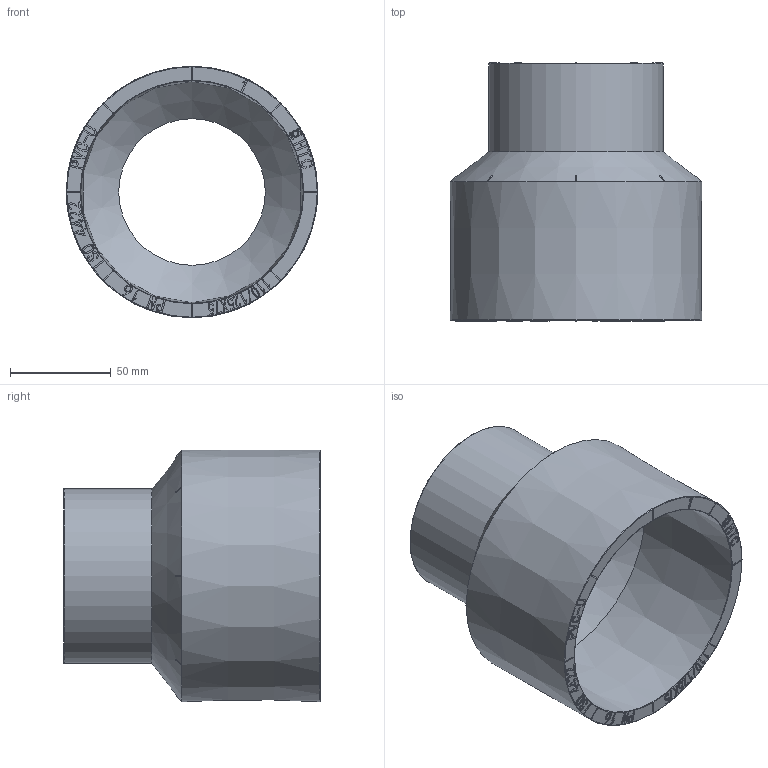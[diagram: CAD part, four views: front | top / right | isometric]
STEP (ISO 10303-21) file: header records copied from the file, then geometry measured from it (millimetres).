
FILE_DESCRIPTION(/* description */ (''),/* implementation_level */ '2;1');
FILE_NAME(/* name */ 'Z1Q110075.stp',/* time_stamp */ '2024-11-09T15:39:37+08:00',/* author */ (''),/* organization */ (''),/* preprocessor_version */ 'ST-DEVELOPER v16',/* originating_system */ 'SIEMENS PLM Software NX 10.0',/* authorisation */ '');
FILE_SCHEMA (('AUTOMOTIVE_DESIGN { 1 0 10303 214 3 1 1 1 }'));
Length unit declared in the file: millimetre
Products named in the file (1): gelv0FF88864nr37
Bounding box: 125.15 x 128.3 x 125.15 mm (x, y, z)
Volume: 330026.1 mm3; surface area: 91681.3 mm2
Topology: 1 solids, 1 shells, 1284 faces, 3674 edges, 2399 vertices
Faces by surface type: plane 1144, sphere 64, cylinder 40, bspline 16, extrusion 11, cone 5, torus 4
Full cylindrical faces by diameter (mm): 2.4 x1, 3.6 x1, 72.9 x1, 87 x1
Entity records: 46853 total; most frequent: CARTESIAN_POINT 17937, ORIENTED_EDGE 7246, DIRECTION 4113, EDGE_CURVE 3623, VERTEX_POINT 2393, B_SPLINE_CURVE_WITH_KNOTS 2268, AXIS2_PLACEMENT_3D 1478, EDGE_LOOP 1338
